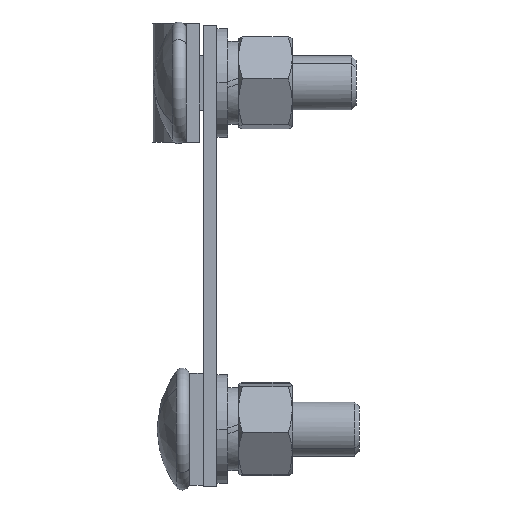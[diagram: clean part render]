
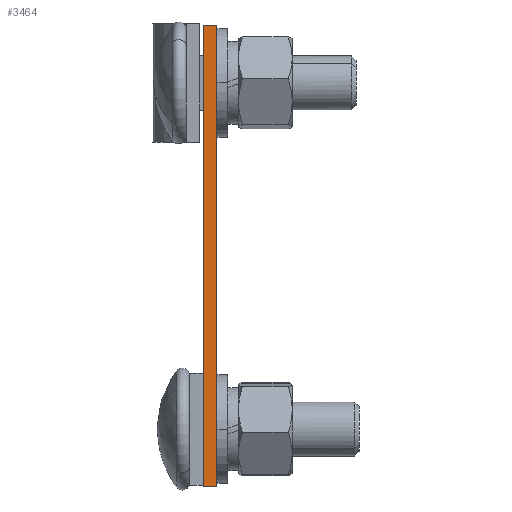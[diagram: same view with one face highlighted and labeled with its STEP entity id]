
A CAD part, left-side view. The second image highlights one B-rep face of the part: STEP entity #3464.
In plain terms, the highlighted planar face has unit normal (-1, 0, 0).
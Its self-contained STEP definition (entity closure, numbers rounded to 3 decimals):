
#80 = EDGE_CURVE ( 'NONE', #4084, #1272, #3102, .T. ) ;
#106 = DIRECTION ( 'NONE',  ( 0., 0., 1. ) ) ;
#135 = VECTOR ( 'NONE', #3492, 1000. ) ;
#750 = CARTESIAN_POINT ( 'NONE',  ( -34., 0., 34. ) ) ;
#1000 = EDGE_CURVE ( 'NONE', #3140, #1950, #5539, .T. ) ;
#1272 = VERTEX_POINT ( 'NONE', #2912 ) ;
#1357 = EDGE_CURVE ( 'NONE', #1272, #1950, #4242, .T. ) ;
#1468 = CARTESIAN_POINT ( 'NONE',  ( -34., 0., -34. ) ) ;
#1792 = VECTOR ( 'NONE', #106, 1000. ) ;
#1923 = PLANE ( 'NONE',  #2717 ) ;
#1950 = VERTEX_POINT ( 'NONE', #3842 ) ;
#2218 = ORIENTED_EDGE ( 'NONE', *, *, #1000, .T. ) ;
#2351 = DIRECTION ( 'NONE',  ( 0., 0., -1. ) ) ;
#2356 = ORIENTED_EDGE ( 'NONE', *, *, #1357, .F. ) ;
#2490 = DIRECTION ( 'NONE',  ( 0., 1., 0. ) ) ;
#2701 = EDGE_CURVE ( 'NONE', #4084, #3140, #4474, .T. ) ;
#2717 = AXIS2_PLACEMENT_3D ( 'NONE', #1468, #5462, #2351 ) ;
#2751 = FACE_OUTER_BOUND ( 'NONE', #5504, .T. ) ;
#2912 = CARTESIAN_POINT ( 'NONE',  ( -34., 2., -34. ) ) ;
#3050 = CARTESIAN_POINT ( 'NONE',  ( -34., 0., -34. ) ) ;
#3102 = LINE ( 'NONE', #3050, #135 ) ;
#3140 = VERTEX_POINT ( 'NONE', #3785 ) ;
#3158 = ORIENTED_EDGE ( 'NONE', *, *, #2701, .T. ) ;
#3283 = CARTESIAN_POINT ( 'NONE',  ( -34., 0., -34. ) ) ;
#3464 = ADVANCED_FACE ( 'NONE', ( #2751 ), #1923, .F. ) ;
#3492 = DIRECTION ( 'NONE',  ( 0., 1., 0. ) ) ;
#3785 = CARTESIAN_POINT ( 'NONE',  ( -34., 0., 34. ) ) ;
#3842 = CARTESIAN_POINT ( 'NONE',  ( -34., 2., 34. ) ) ;
#4084 = VERTEX_POINT ( 'NONE', #5581 ) ;
#4242 = LINE ( 'NONE', #4777, #5250 ) ;
#4392 = ORIENTED_EDGE ( 'NONE', *, *, #80, .F. ) ;
#4474 = LINE ( 'NONE', #3283, #1792 ) ;
#4777 = CARTESIAN_POINT ( 'NONE',  ( -34., 2., -34. ) ) ;
#4973 = VECTOR ( 'NONE', #2490, 1000. ) ;
#5250 = VECTOR ( 'NONE', #5527, 1000. ) ;
#5462 = DIRECTION ( 'NONE',  ( 1., 0., 0. ) ) ;
#5504 = EDGE_LOOP ( 'NONE', ( #2218, #2356, #4392, #3158 ) ) ;
#5527 = DIRECTION ( 'NONE',  ( 0., 0., 1. ) ) ;
#5539 = LINE ( 'NONE', #750, #4973 ) ;
#5581 = CARTESIAN_POINT ( 'NONE',  ( -34., 0., -34. ) ) ;
